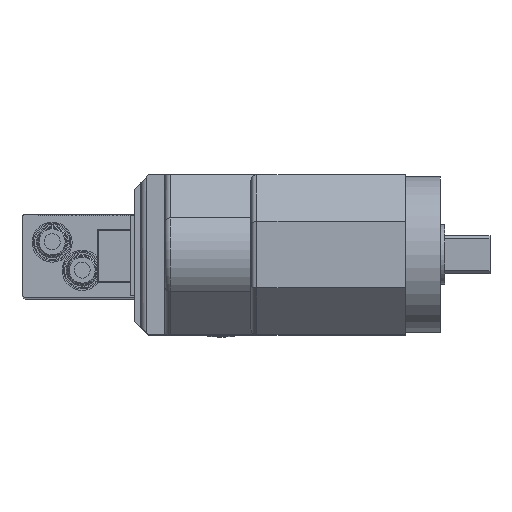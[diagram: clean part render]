
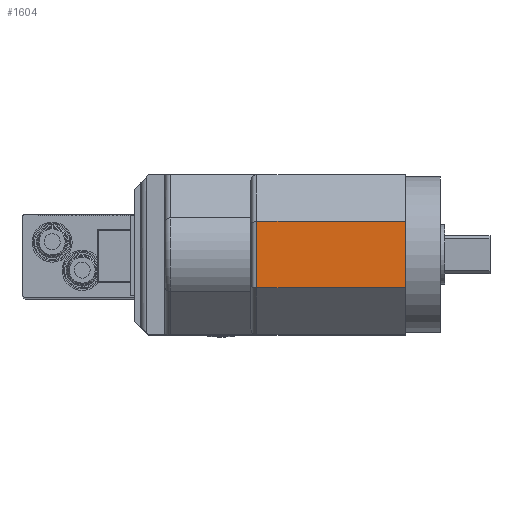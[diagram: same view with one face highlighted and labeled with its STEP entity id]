
A CAD part, top view. The second image highlights one B-rep face of the part: STEP entity #1604.
In plain terms, the highlighted face is planar.
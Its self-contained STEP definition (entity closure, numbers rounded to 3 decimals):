
#1339=CARTESIAN_POINT('',(40.,16.569,74.0));
#1340=VERTEX_POINT('',#1339);
#1371=CARTESIAN_POINT('',(40.,-16.569,74.0));
#1372=VERTEX_POINT('',#1371);
#1380=CARTESIAN_POINT('',(40.,-16.569,74.0));
#1381=DIRECTION('',(0.0,1.0,0.0));
#1382=VECTOR('',#1381,33.137);
#1383=LINE('',#1380,#1382);
#1384=EDGE_CURVE('',#1372,#1340,#1383,.T.);
#1563=CARTESIAN_POINT('',(40.,16.569,0.0));
#1564=VERTEX_POINT('',#1563);
#1565=CARTESIAN_POINT('',(40.,16.569,0.0));
#1566=DIRECTION('',(0.0,0.0,1.0));
#1567=VECTOR('',#1566,74.0);
#1568=LINE('',#1565,#1567);
#1569=EDGE_CURVE('',#1564,#1340,#1568,.T.);
#1581=CARTESIAN_POINT('',(40.,16.569,0.0));
#1582=DIRECTION('',(1.0,0.0,0.0));
#1583=DIRECTION('',(0.0,0.0,-1.0));
#1584=AXIS2_PLACEMENT_3D('',#1581,#1582,#1583);
#1585=PLANE('',#1584);
#1586=ORIENTED_EDGE('',*,*,#1384,.F.);
#1587=CARTESIAN_POINT('',(40.,-16.569,0.0));
#1588=VERTEX_POINT('',#1587);
#1589=CARTESIAN_POINT('',(40.,-16.569,0.0));
#1590=DIRECTION('',(0.0,0.0,1.0));
#1591=VECTOR('',#1590,74.0);
#1592=LINE('',#1589,#1591);
#1593=EDGE_CURVE('',#1588,#1372,#1592,.T.);
#1594=ORIENTED_EDGE('',*,*,#1593,.F.);
#1595=CARTESIAN_POINT('',(40.,16.569,0.0));
#1596=DIRECTION('',(0.0,-1.0,0.0));
#1597=VECTOR('',#1596,33.137);
#1598=LINE('',#1595,#1597);
#1599=EDGE_CURVE('',#1564,#1588,#1598,.T.);
#1600=ORIENTED_EDGE('',*,*,#1599,.F.);
#1601=ORIENTED_EDGE('',*,*,#1569,.T.);
#1602=EDGE_LOOP('',(#1586,#1594,#1600,#1601));
#1603=FACE_OUTER_BOUND('',#1602,.T.);
#1604=ADVANCED_FACE('',(#1603),#1585,.T.);
